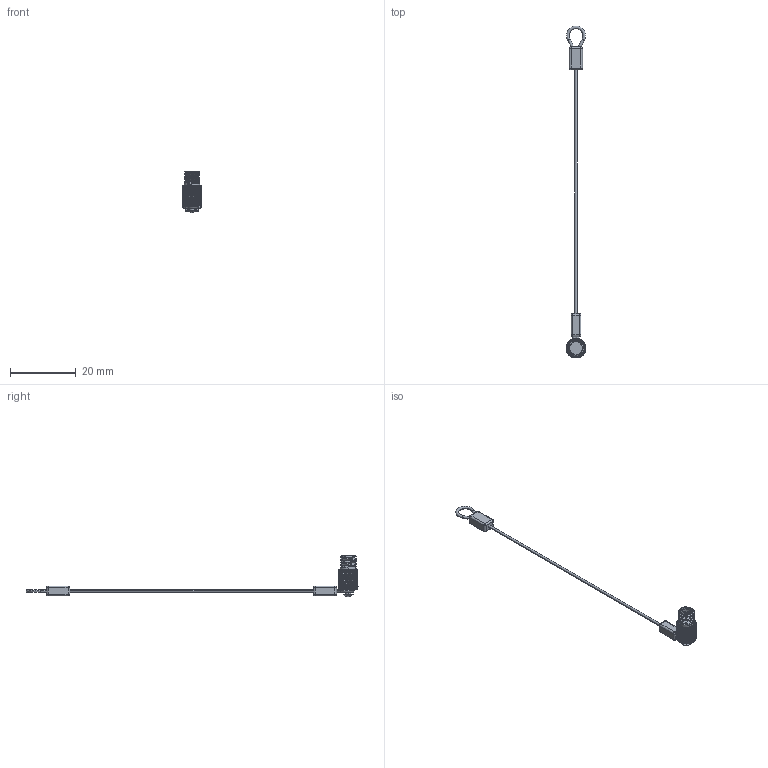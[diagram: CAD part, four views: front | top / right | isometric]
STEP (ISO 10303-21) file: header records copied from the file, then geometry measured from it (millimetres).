
FILE_DESCRIPTION((''),'2;1');
FILE_NAME('2023-03-29_ASM','2023-03-31T',('54210'),(''),'PRO/ENGINEER BY PARAMETRIC TECHNOLOGY CORPORATION, 2014320','PRO/ENGINEER BY PARAMETRIC TECHNOLOGY CORPORATION, 2014320','');
FILE_SCHEMA(('CONFIG_CONTROL_DESIGN'));
Length unit declared in the file: millimetre
Products named in the file (5): SCREW-1_; ROPE-2_; 1_; 2_; 2023-03-29_ASM
Assembly tree (4 placements, depth 2):
  2023-03-29_ASM
    SCREW-1_
    ROPE-2_
    1_
    2_
Bounding box: 6 x 100.78 x 12.5 mm (x, y, z)
Volume: 322.1 mm3; surface area: 1068.2 mm2
Topology: 4 solids, 4 shells, 2127 faces, 6112 edges, 3995 vertices
Faces by surface type: bspline 1184, cylinder 540, plane 200, cone 181, sphere 16, torus 6
Entity records: 121664 total; most frequent: CARTESIAN_POINT 79875, ORIENTED_EDGE 12220, EDGE_CURVE 6110, B_SPLINE_CURVE_WITH_KNOTS 5324, VERTEX_POINT 3995, DIRECTION 2995, EDGE_LOOP 2131, FACE_OUTER_BOUND 2127
